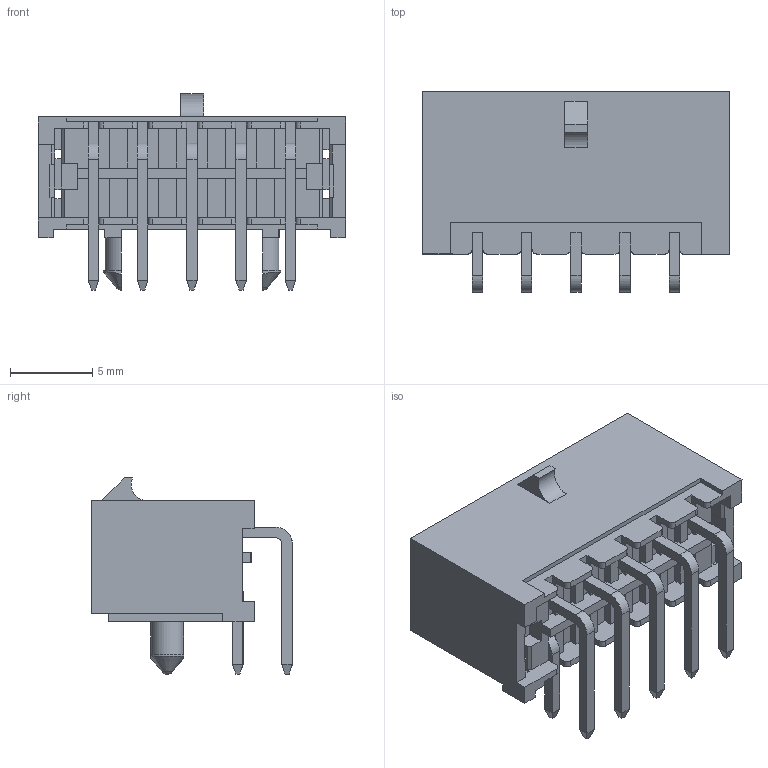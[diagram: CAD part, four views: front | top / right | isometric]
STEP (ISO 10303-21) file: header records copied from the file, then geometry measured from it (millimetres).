
FILE_DESCRIPTION(/* description */ (''),/* implementation_level */ '2;1');
FILE_NAME(/* name */ '66201021024',/* time_stamp */ '2023-09-13T15:24:46+02:00',/* author */ ('WE France'),/* organization */ (''),/* preprocessor_version */ 'ST-DEVELOPER v18.104',/* originating_system */ 'Solid Edge',/* authorisation */ 'Unknown');
FILE_SCHEMA (('AUTOMOTIVE_DESIGN {1 0 10303 214 3 1 1}'));
Length unit declared in the file: millimetre
Products named in the file (4): 6620xx21024; 66201021022; 6620xx21024_PIN_COURTE; 6620xx21024_PIN_LONGUE
Assembly tree (11 placements, depth 2):
  6620xx21024
    66201021022
    6620xx21024_PIN_COURTE  x5
    6620xx21024_PIN_LONGUE  x5
Bounding box: 18.71 x 12.23 x 11.96 mm (x, y, z)
Volume: 739.5 mm3; surface area: 2183.8 mm2
Topology: 11 solids, 11 shells, 532 faces, 1439 edges, 916 vertices
Faces by surface type: plane 483, cylinder 45, cone 2, torus 2
Entity records: 12212 total; most frequent: CARTESIAN_POINT 2127, ORIENTED_EDGE 2110, DIRECTION 1855, EDGE_CURVE 1055, LINE 983, VECTOR 983, VERTEX_POINT 692, AXIS2_PLACEMENT_3D 436
